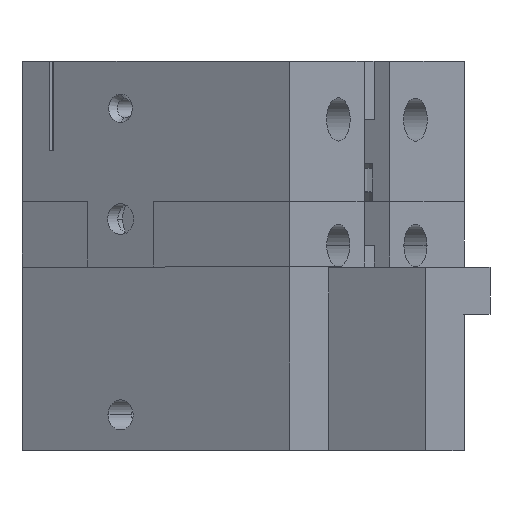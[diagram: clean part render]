
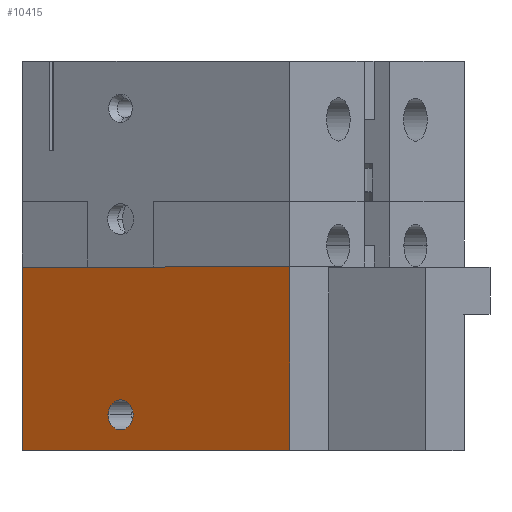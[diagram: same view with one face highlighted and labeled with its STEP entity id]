
A CAD part, top view. The second image highlights one B-rep face of the part: STEP entity #10415.
In plain terms, the highlighted face is planar.
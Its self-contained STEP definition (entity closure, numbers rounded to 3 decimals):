
#1032 = VECTOR ( 'NONE', #13854, 1000. ) ;
#1182 = VERTEX_POINT ( 'NONE', #4658 ) ;
#1264 = AXIS2_PLACEMENT_3D ( 'NONE', #10753, #4443, #2213 ) ;
#1954 = CARTESIAN_POINT ( 'NONE',  ( -13.225, -0.666, 15.731 ) ) ;
#2125 = AXIS2_PLACEMENT_3D ( 'NONE', #1954, #11945, #2170 ) ;
#2170 = DIRECTION ( 'NONE',  ( -1., 0., 0. ) ) ;
#2213 = DIRECTION ( 'NONE',  ( 1., 0., 0. ) ) ;
#2494 = DIRECTION ( 'NONE',  ( 1., 0., 0. ) ) ;
#2624 = EDGE_CURVE ( 'NONE', #1182, #14289, #10685, .T. ) ;
#2647 = LINE ( 'NONE', #7052, #1032 ) ;
#2718 = EDGE_LOOP ( 'NONE', ( #13787, #8861 ) ) ;
#3003 = FACE_BOUND ( 'NONE', #2718, .T. ) ;
#3155 = CARTESIAN_POINT ( 'NONE',  ( -25.75, -0.666, 19.5 ) ) ;
#3309 = ORIENTED_EDGE ( 'NONE', *, *, #13322, .T. ) ;
#3476 = DIRECTION ( 'NONE',  ( 0., 1., 0. ) ) ;
#3679 = CARTESIAN_POINT ( 'NONE',  ( -14.825, -0.666, 15.731 ) ) ;
#3726 = CIRCLE ( 'NONE', #10657, 1.6 ) ;
#3856 = EDGE_LOOP ( 'NONE', ( #10376, #7623, #3309, #5809 ) ) ;
#4005 = VECTOR ( 'NONE', #8736, 1000. ) ;
#4307 = FACE_OUTER_BOUND ( 'NONE', #3856, .T. ) ;
#4384 = VERTEX_POINT ( 'NONE', #3679 ) ;
#4401 = VERTEX_POINT ( 'NONE', #4763 ) ;
#4443 = DIRECTION ( 'NONE',  ( 0., 1., 0. ) ) ;
#4658 = CARTESIAN_POINT ( 'NONE',  ( -25.75, -0.666, 0. ) ) ;
#4763 = CARTESIAN_POINT ( 'NONE',  ( 8.25, -0.666, 19.5 ) ) ;
#4776 = DIRECTION ( 'NONE',  ( -1., 0., 0. ) ) ;
#5809 = ORIENTED_EDGE ( 'NONE', *, *, #12982, .T. ) ;
#6249 = LINE ( 'NONE', #10671, #6302 ) ;
#6302 = VECTOR ( 'NONE', #9594, 1000. ) ;
#7052 = CARTESIAN_POINT ( 'NONE',  ( -25.75, -0.666, 19.5 ) ) ;
#7623 = ORIENTED_EDGE ( 'NONE', *, *, #10243, .F. ) ;
#8193 = EDGE_CURVE ( 'NONE', #13065, #4384, #3726, .T. ) ;
#8349 = CIRCLE ( 'NONE', #2125, 1.6 ) ;
#8556 = EDGE_CURVE ( 'NONE', #4384, #13065, #8349, .T. ) ;
#8736 = DIRECTION ( 'NONE',  ( 1., 0., 0. ) ) ;
#8861 = ORIENTED_EDGE ( 'NONE', *, *, #8193, .F. ) ;
#9072 = LINE ( 'NONE', #13480, #10931 ) ;
#9594 = DIRECTION ( 'NONE',  ( 0., 0., -1. ) ) ;
#9962 = CARTESIAN_POINT ( 'NONE',  ( -25.75, -0.666, 0. ) ) ;
#10243 = EDGE_CURVE ( 'NONE', #11982, #1182, #2647, .T. ) ;
#10376 = ORIENTED_EDGE ( 'NONE', *, *, #2624, .F. ) ;
#10415 = ADVANCED_FACE ( 'NONE', ( #3003, #4307 ), #11831, .T. ) ;
#10657 = AXIS2_PLACEMENT_3D ( 'NONE', #12449, #3476, #4776 ) ;
#10671 = CARTESIAN_POINT ( 'NONE',  ( 8.25, -0.666, 19.5 ) ) ;
#10685 = LINE ( 'NONE', #9962, #4005 ) ;
#10753 = CARTESIAN_POINT ( 'NONE',  ( -25.75, -0.666, 19.5 ) ) ;
#10931 = VECTOR ( 'NONE', #2494, 1000. ) ;
#11781 = CARTESIAN_POINT ( 'NONE',  ( 8.25, -0.666, 0. ) ) ;
#11831 = PLANE ( 'NONE',  #1264 ) ;
#11945 = DIRECTION ( 'NONE',  ( 0., 1., 0. ) ) ;
#11982 = VERTEX_POINT ( 'NONE', #3155 ) ;
#12449 = CARTESIAN_POINT ( 'NONE',  ( -13.225, -0.666, 15.731 ) ) ;
#12982 = EDGE_CURVE ( 'NONE', #4401, #14289, #6249, .T. ) ;
#13065 = VERTEX_POINT ( 'NONE', #13145 ) ;
#13145 = CARTESIAN_POINT ( 'NONE',  ( -11.625, -0.666, 15.731 ) ) ;
#13322 = EDGE_CURVE ( 'NONE', #11982, #4401, #9072, .T. ) ;
#13480 = CARTESIAN_POINT ( 'NONE',  ( -25.75, -0.666, 19.5 ) ) ;
#13787 = ORIENTED_EDGE ( 'NONE', *, *, #8556, .F. ) ;
#13854 = DIRECTION ( 'NONE',  ( 0., 0., -1. ) ) ;
#14289 = VERTEX_POINT ( 'NONE', #11781 ) ;
